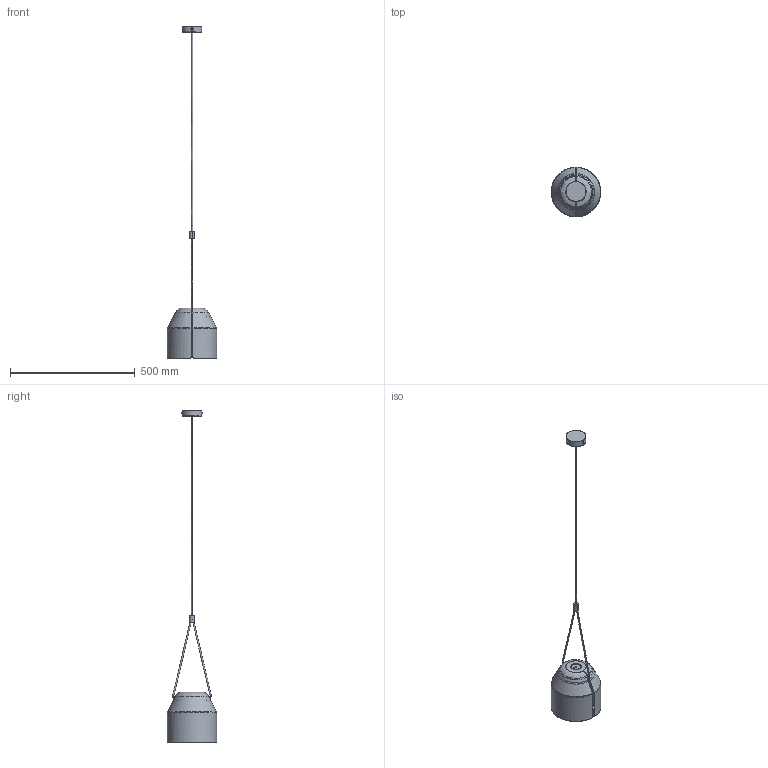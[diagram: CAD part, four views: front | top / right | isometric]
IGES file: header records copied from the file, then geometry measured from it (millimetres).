
Start section: SolidWorks IGES file using analytic representation for surfaces
Global section: file name: 05-9007  Colgante Simple_igs.IGS; native system: SolidWorks 2020; preprocessor: SolidWorks 2020; author: jordiburgueto; date: 230628.111658; units: millimetre
Bounding box: 198.84 x 198.67 x 1333.14 mm (x, y, z)
Surface area: 378807.6 mm2 (no closed solid volume)
Topology: 0 solids, 0 shells, 393 faces, 6244 edges, 6235 vertices
Faces by surface type: bspline 393
